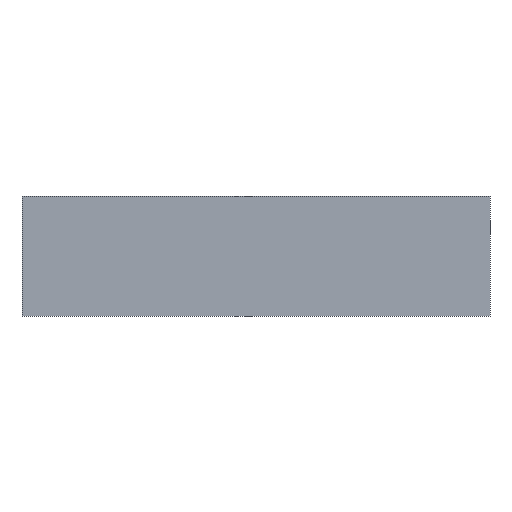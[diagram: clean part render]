
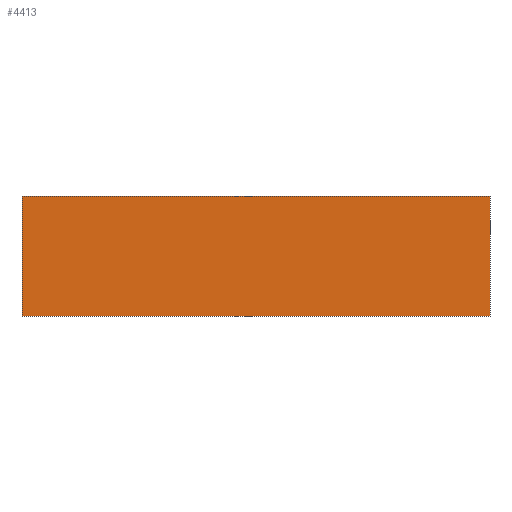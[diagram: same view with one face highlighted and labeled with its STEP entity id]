
A CAD part, front view. The second image highlights one B-rep face of the part: STEP entity #4413.
In plain terms, the highlighted planar face has unit normal (0, -1, 0).
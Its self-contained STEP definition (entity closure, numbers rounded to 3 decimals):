
#279=FACE_OUTER_BOUND('',#545,.T.);
#545=EDGE_LOOP('',(#3506,#3507,#3508,#3509));
#1025=LINE('',#6838,#1583);
#1076=LINE('',#6956,#1634);
#1077=LINE('',#6958,#1635);
#1078=LINE('',#6959,#1636);
#1583=VECTOR('',#5513,10.);
#1634=VECTOR('',#5624,10.);
#1635=VECTOR('',#5625,10.);
#1636=VECTOR('',#5626,10.);
#2091=VERTEX_POINT('',#6836);
#2092=VERTEX_POINT('',#6837);
#2129=VERTEX_POINT('',#6955);
#2130=VERTEX_POINT('',#6957);
#2598=EDGE_CURVE('',#2091,#2092,#1025,.T.);
#2653=EDGE_CURVE('',#2129,#2091,#1076,.T.);
#2654=EDGE_CURVE('',#2130,#2129,#1077,.F.);
#2655=EDGE_CURVE('',#2130,#2092,#1078,.T.);
#3506=ORIENTED_EDGE('',*,*,#2653,.F.);
#3507=ORIENTED_EDGE('',*,*,#2654,.F.);
#3508=ORIENTED_EDGE('',*,*,#2655,.T.);
#3509=ORIENTED_EDGE('',*,*,#2598,.F.);
#4174=PLANE('',#4728);
#4413=ADVANCED_FACE('',(#279),#4174,.T.);
#4728=AXIS2_PLACEMENT_3D('',#6954,#5622,#5623);
#5513=DIRECTION('',(-1.,0.,0.));
#5622=DIRECTION('center_axis',(0.,-1.,0.));
#5623=DIRECTION('ref_axis',(1.,0.,0.));
#5624=DIRECTION('',(0.,0.,-1.));
#5625=DIRECTION('',(-1.,0.,0.));
#5626=DIRECTION('',(0.,0.,-1.));
#6836=CARTESIAN_POINT('',(242.,-20.,-2.));
#6837=CARTESIAN_POINT('',(125.,-20.,-2.));
#6838=CARTESIAN_POINT('',(152.5,-20.,-2.));
#6954=CARTESIAN_POINT('Origin',(125.,-20.,0.));
#6955=CARTESIAN_POINT('',(242.,-20.,28.));
#6956=CARTESIAN_POINT('',(242.,-20.,0.));
#6957=CARTESIAN_POINT('',(125.,-20.,28.));
#6958=CARTESIAN_POINT('',(152.5,-20.,28.));
#6959=CARTESIAN_POINT('',(125.,-20.,0.));
